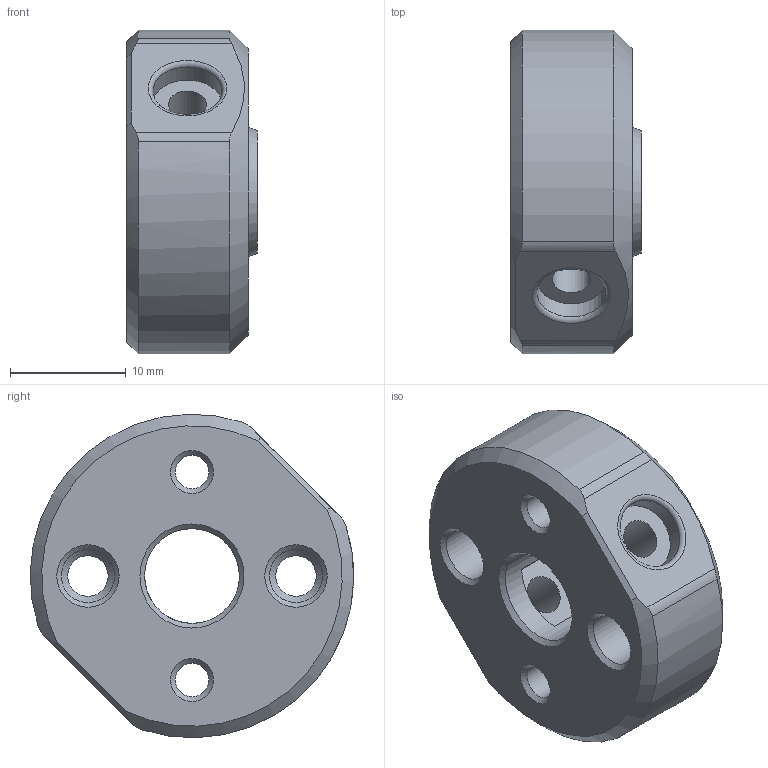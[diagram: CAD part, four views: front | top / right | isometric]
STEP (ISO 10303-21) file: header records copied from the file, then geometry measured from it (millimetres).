
FILE_DESCRIPTION(/* description */ (''),/* implementation_level */ '2;1');
FILE_NAME(/* name */ 'Center_Drive_Roller_spacer_4screws.step',/* time_stamp */ '2024-11-03T21:13:13+01:00',/* author */ (''),/* organization */ (''),/* preprocessor_version */ 'ST-DEVELOPER v20',/* originating_system */ 'Autodesk Translation Framework v13.20.0.188',/* authorisation */ '');
FILE_SCHEMA (('AUTOMOTIVE_DESIGN { 1 0 10303 214 3 1 1 }'));
Length unit declared in the file: millimetre
Products named in the file (1): Center_Drive_Roller_spacer_4screws
Bounding box: 11.3 x 28 x 27.99 mm (x, y, z)
Volume: 4850.5 mm3; surface area: 2797.1 mm2
Topology: 1 solids, 1 shells, 51 faces, 127 edges, 83 vertices
Faces by surface type: plane 19, cylinder 17, cone 13, torus 2
Full cylindrical faces by diameter (mm): 2.9 x2, 3.3 x2, 3.5 x2, 4.6 x2, 6 x2, 8.2 x1
Entity records: 1621 total; most frequent: CARTESIAN_POINT 346, DIRECTION 262, ORIENTED_EDGE 254, EDGE_CURVE 127, AXIS2_PLACEMENT_3D 105, VERTEX_POINT 83, EDGE_LOOP 70, CIRCLE 53
